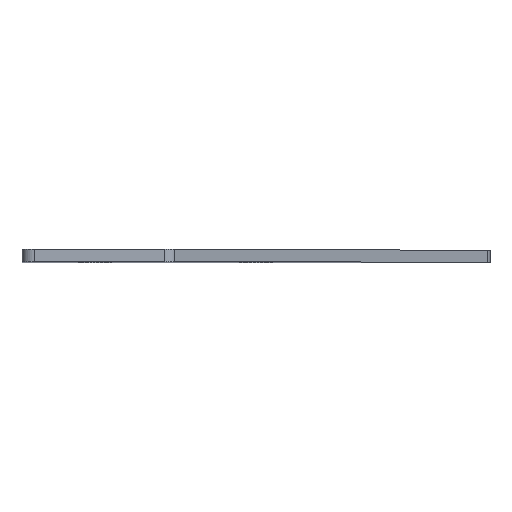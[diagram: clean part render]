
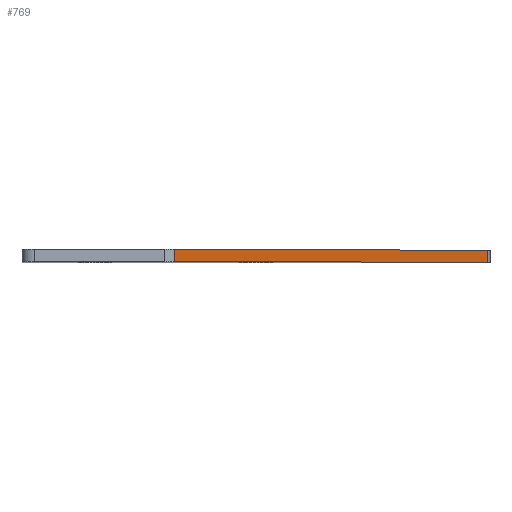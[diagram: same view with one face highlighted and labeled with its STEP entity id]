
A CAD part, top view. The second image highlights one B-rep face of the part: STEP entity #769.
In plain terms, the highlighted planar face has unit normal (0.832, 0, 0.555).
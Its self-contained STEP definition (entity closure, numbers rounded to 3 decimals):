
#22 = EDGE_CURVE ( 'NONE', #785, #696, #313, .T. ) ;
#28 = CARTESIAN_POINT ( 'NONE',  ( 19.82, 0., 136.664 ) ) ;
#75 = ORIENTED_EDGE ( 'NONE', *, *, #742, .T. ) ;
#163 = EDGE_CURVE ( 'NONE', #800, #463, #722, .T. ) ;
#168 = LINE ( 'NONE', #373, #552 ) ;
#190 = CARTESIAN_POINT ( 'NONE',  ( 18.93, 0., 138. ) ) ;
#228 = EDGE_CURVE ( 'NONE', #696, #463, #525, .T. ) ;
#238 = CARTESIAN_POINT ( 'NONE',  ( 97.496, 3., 20.15 ) ) ;
#240 = PLANE ( 'NONE',  #542 ) ;
#256 = DIRECTION ( 'NONE',  ( 0.832, 0., 0.555 ) ) ;
#284 = VECTOR ( 'NONE', #521, 1000. ) ;
#313 = LINE ( 'NONE', #576, #568 ) ;
#342 = ORIENTED_EDGE ( 'NONE', *, *, #22, .T. ) ;
#373 = CARTESIAN_POINT ( 'NONE',  ( 19.82, 0., 136.664 ) ) ;
#442 = FACE_OUTER_BOUND ( 'NONE', #468, .T. ) ;
#463 = VERTEX_POINT ( 'NONE', #238 ) ;
#468 = EDGE_LOOP ( 'NONE', ( #557, #75, #342, #652 ) ) ;
#496 = DIRECTION ( 'NONE',  ( 0.555, 0., -0.832 ) ) ;
#519 = DIRECTION ( 'NONE',  ( 0., -1., 0. ) ) ;
#521 = DIRECTION ( 'NONE',  ( 0., 1., 0. ) ) ;
#525 = LINE ( 'NONE', #671, #284 ) ;
#542 = AXIS2_PLACEMENT_3D ( 'NONE', #190, #256, #579 ) ;
#552 = VECTOR ( 'NONE', #519, 1000. ) ;
#557 = ORIENTED_EDGE ( 'NONE', *, *, #163, .F. ) ;
#568 = VECTOR ( 'NONE', #496, 1000. ) ;
#576 = CARTESIAN_POINT ( 'NONE',  ( 18.93, 0., 138. ) ) ;
#579 = DIRECTION ( 'NONE',  ( 0.555, 0., -0.832 ) ) ;
#595 = DIRECTION ( 'NONE',  ( 0.555, 0., -0.832 ) ) ;
#626 = VECTOR ( 'NONE', #595, 1000. ) ;
#643 = CARTESIAN_POINT ( 'NONE',  ( 19.82, 3., 136.664 ) ) ;
#652 = ORIENTED_EDGE ( 'NONE', *, *, #228, .T. ) ;
#671 = CARTESIAN_POINT ( 'NONE',  ( 97.496, 0., 20.15 ) ) ;
#696 = VERTEX_POINT ( 'NONE', #788 ) ;
#722 = LINE ( 'NONE', #739, #626 ) ;
#739 = CARTESIAN_POINT ( 'NONE',  ( 18.93, 3., 138. ) ) ;
#742 = EDGE_CURVE ( 'NONE', #800, #785, #168, .T. ) ;
#769 = ADVANCED_FACE ( 'NONE', ( #442 ), #240, .T. ) ;
#785 = VERTEX_POINT ( 'NONE', #28 ) ;
#788 = CARTESIAN_POINT ( 'NONE',  ( 97.496, 0., 20.15 ) ) ;
#800 = VERTEX_POINT ( 'NONE', #643 ) ;
